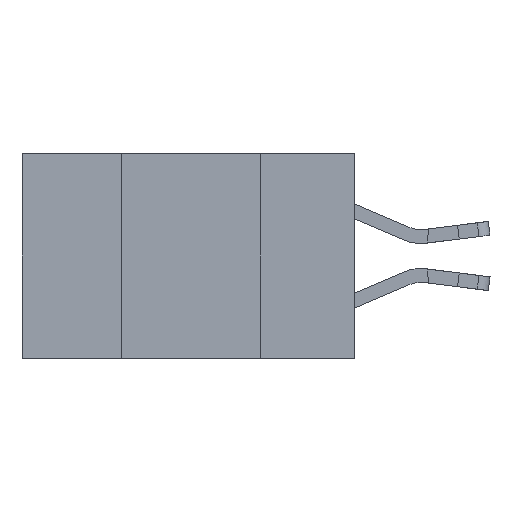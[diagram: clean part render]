
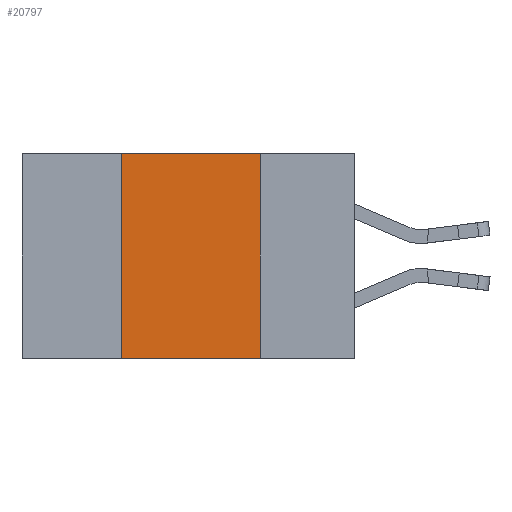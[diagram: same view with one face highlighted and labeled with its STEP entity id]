
A CAD part, left-side view. The second image highlights one B-rep face of the part: STEP entity #20797.
In plain terms, the highlighted planar face has unit normal (-1, 0, 0).
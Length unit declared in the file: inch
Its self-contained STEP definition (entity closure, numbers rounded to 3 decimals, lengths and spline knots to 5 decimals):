
#12 = DIRECTION ( 'NONE',  ( 1., 0., 0. ) ) ;
#141 = VECTOR ( 'NONE', #21193, 39.37008 ) ;
#295 = EDGE_CURVE ( 'NONE', #18206, #2979, #1748, .T. ) ;
#1748 = LINE ( 'NONE', #17634, #17823 ) ;
#1961 = EDGE_CURVE ( 'NONE', #2979, #3015, #17740, .T. ) ;
#2979 = VERTEX_POINT ( 'NONE', #3872 ) ;
#3015 = VERTEX_POINT ( 'NONE', #17267 ) ;
#3234 = DIRECTION ( 'NONE',  ( 0., -1., 0. ) ) ;
#3381 = ORIENTED_EDGE ( 'NONE', *, *, #295, .F. ) ;
#3611 = ORIENTED_EDGE ( 'NONE', *, *, #1961, .F. ) ;
#3872 = CARTESIAN_POINT ( 'NONE',  ( 0., 0.17, 0. ) ) ;
#4201 = CARTESIAN_POINT ( 'NONE',  ( 0., 0.42, 0. ) ) ;
#6554 = ORIENTED_EDGE ( 'NONE', *, *, #20044, .T. ) ;
#6937 = VERTEX_POINT ( 'NONE', #12036 ) ;
#9581 = LINE ( 'NONE', #13073, #141 ) ;
#10054 = CARTESIAN_POINT ( 'NONE',  ( 0., 0.6, 0. ) ) ;
#11160 = AXIS2_PLACEMENT_3D ( 'NONE', #10054, #12, #11686 ) ;
#11656 = VECTOR ( 'NONE', #19019, 39.37008 ) ;
#11686 = DIRECTION ( 'NONE',  ( 0., 0., -1. ) ) ;
#12036 = CARTESIAN_POINT ( 'NONE',  ( 0., 0.42, -0.37 ) ) ;
#13073 = CARTESIAN_POINT ( 'NONE',  ( 0., 0.6, -0.37 ) ) ;
#13391 = VECTOR ( 'NONE', #21129, 39.37008 ) ;
#15758 = CARTESIAN_POINT ( 'NONE',  ( 0., 0.17, 0. ) ) ;
#16037 = LINE ( 'NONE', #4201, #11656 ) ;
#16583 = PLANE ( 'NONE',  #11160 ) ;
#17024 = FACE_OUTER_BOUND ( 'NONE', #17910, .T. ) ;
#17267 = CARTESIAN_POINT ( 'NONE',  ( 0., 0.17, -0.37 ) ) ;
#17634 = CARTESIAN_POINT ( 'NONE',  ( 0., 0.6, 0. ) ) ;
#17740 = LINE ( 'NONE', #15758, #13391 ) ;
#17796 = CARTESIAN_POINT ( 'NONE',  ( 0., 0.42, 0. ) ) ;
#17823 = VECTOR ( 'NONE', #3234, 39.37008 ) ;
#17910 = EDGE_LOOP ( 'NONE', ( #3611, #3381, #18087, #6554 ) ) ;
#18087 = ORIENTED_EDGE ( 'NONE', *, *, #21107, .F. ) ;
#18206 = VERTEX_POINT ( 'NONE', #17796 ) ;
#19019 = DIRECTION ( 'NONE',  ( 0., 0., 1. ) ) ;
#20044 = EDGE_CURVE ( 'NONE', #6937, #3015, #9581, .T. ) ;
#20797 = ADVANCED_FACE ( 'NONE', ( #17024 ), #16583, .F. ) ;
#21107 = EDGE_CURVE ( 'NONE', #6937, #18206, #16037, .T. ) ;
#21129 = DIRECTION ( 'NONE',  ( 0., 0., -1. ) ) ;
#21193 = DIRECTION ( 'NONE',  ( 0., -1., 0. ) ) ;
